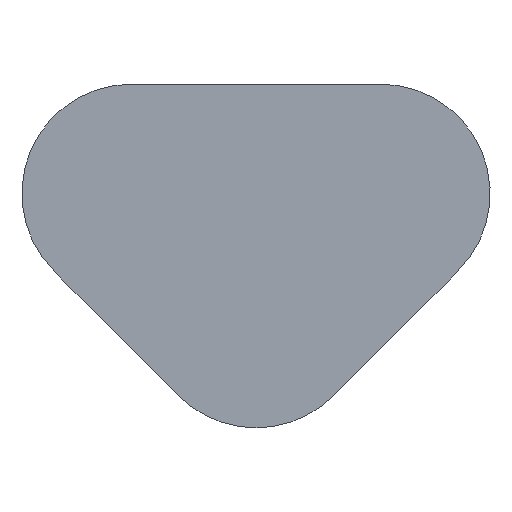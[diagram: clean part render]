
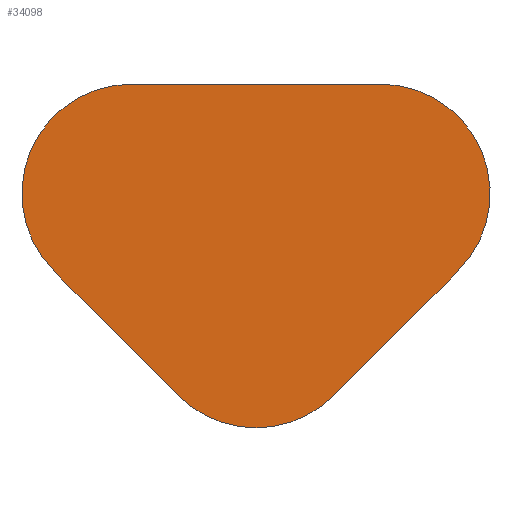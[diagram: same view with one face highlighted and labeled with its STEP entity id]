
A CAD part, front view. The second image highlights one B-rep face of the part: STEP entity #34098.
In plain terms, the highlighted planar face has unit normal (0, -1, 0).
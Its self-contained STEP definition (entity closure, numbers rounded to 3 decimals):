
#456 = ORIENTED_EDGE ( 'NONE', *, *, #18514, .F. ) ;
#1200 = LINE ( 'NONE', #12181, #4017 ) ;
#1354 = AXIS2_PLACEMENT_3D ( 'NONE', #16950, #31547, #46126 ) ;
#3710 = VERTEX_POINT ( 'NONE', #13757 ) ;
#4017 = VECTOR ( 'NONE', #26797, 1000. ) ;
#4101 = DIRECTION ( 'NONE',  ( 0., 0., 1. ) ) ;
#4531 = DIRECTION ( 'NONE',  ( 0., 1., 0. ) ) ;
#4960 = CARTESIAN_POINT ( 'NONE',  ( -1767.5, 0., 1550. ) ) ;
#5184 = DIRECTION ( 'NONE',  ( 0., 1., 0. ) ) ;
#5777 = AXIS2_PLACEMENT_3D ( 'NONE', #37961, #5184, #19776 ) ;
#6395 = AXIS2_PLACEMENT_3D ( 'NONE', #37310, #4531, #19119 ) ;
#6868 = VERTEX_POINT ( 'NONE', #13631 ) ;
#6913 = ORIENTED_EDGE ( 'NONE', *, *, #46421, .F. ) ;
#7684 = PLANE ( 'NONE',  #11050 ) ;
#7705 = AXIS2_PLACEMENT_3D ( 'NONE', #15107, #29692, #44253 ) ;
#8468 = LINE ( 'NONE', #23066, #35015 ) ;
#10488 = EDGE_CURVE ( 'NONE', #16043, #17594, #28339, .T. ) ;
#11050 = AXIS2_PLACEMENT_3D ( 'NONE', #22280, #36874, #4101 ) ;
#11521 = DIRECTION ( 'NONE',  ( 1., 0., 0. ) ) ;
#12181 = CARTESIAN_POINT ( 'NONE',  ( 1096.171, 0., -2863.86 ) ) ;
#12410 = VERTEX_POINT ( 'NONE', #25772 ) ;
#12647 = VECTOR ( 'NONE', #11521, 1000. ) ;
#13631 = CARTESIAN_POINT ( 'NONE',  ( 1767.5, 0., 1550. ) ) ;
#13757 = CARTESIAN_POINT ( 'NONE',  ( 0., 0., -3318. ) ) ;
#14965 = ORIENTED_EDGE ( 'NONE', *, *, #30435, .F. ) ;
#15107 = CARTESIAN_POINT ( 'NONE',  ( -1767.5, 0., 0. ) ) ;
#16043 = VERTEX_POINT ( 'NONE', #17915 ) ;
#16218 = CARTESIAN_POINT ( 'NONE',  ( 2863.671, 0., -1095.86 ) ) ;
#16819 = CARTESIAN_POINT ( 'NONE',  ( 1096.171, 0., -2863.86 ) ) ;
#16950 = CARTESIAN_POINT ( 'NONE',  ( 0., 0., -1768. ) ) ;
#16990 = EDGE_CURVE ( 'NONE', #6868, #35427, #26424, .T. ) ;
#17202 = VERTEX_POINT ( 'NONE', #16819 ) ;
#17594 = VERTEX_POINT ( 'NONE', #4960 ) ;
#17915 = CARTESIAN_POINT ( 'NONE',  ( -2863.671, 0., -1095.86 ) ) ;
#18514 = EDGE_CURVE ( 'NONE', #17202, #3710, #21988, .T. ) ;
#19119 = DIRECTION ( 'NONE',  ( 0., 0., 1. ) ) ;
#19776 = DIRECTION ( 'NONE',  ( 0., 0., 1. ) ) ;
#21404 = EDGE_CURVE ( 'NONE', #12410, #16043, #8468, .T. ) ;
#21988 = CIRCLE ( 'NONE', #1354, 1550. ) ;
#22280 = CARTESIAN_POINT ( 'NONE',  ( 0., 0., -1768. ) ) ;
#23066 = CARTESIAN_POINT ( 'NONE',  ( -1096.171, 0., -2863.86 ) ) ;
#25772 = CARTESIAN_POINT ( 'NONE',  ( -1096.171, 0., -2863.86 ) ) ;
#26424 = CIRCLE ( 'NONE', #5777, 1550. ) ;
#26797 = DIRECTION ( 'NONE',  ( 0.707, 0., 0.707 ) ) ;
#26983 = ORIENTED_EDGE ( 'NONE', *, *, #16990, .F. ) ;
#27038 = CIRCLE ( 'NONE', #6395, 1550. ) ;
#28339 = CIRCLE ( 'NONE', #7705, 1550. ) ;
#29692 = DIRECTION ( 'NONE',  ( 0., 1., 0. ) ) ;
#29708 = LINE ( 'NONE', #44266, #12647 ) ;
#30435 = EDGE_CURVE ( 'NONE', #3710, #12410, #27038, .T. ) ;
#31547 = DIRECTION ( 'NONE',  ( 0., 1., 0. ) ) ;
#32759 = EDGE_LOOP ( 'NONE', ( #456, #37082, #26983, #6913, #44390, #42052, #14965 ) ) ;
#34098 = ADVANCED_FACE ( 'NONE', ( #40455 ), #7684, .F. ) ;
#35015 = VECTOR ( 'NONE', #37662, 1000. ) ;
#35427 = VERTEX_POINT ( 'NONE', #16218 ) ;
#36874 = DIRECTION ( 'NONE',  ( 0., 1., 0. ) ) ;
#37082 = ORIENTED_EDGE ( 'NONE', *, *, #42099, .T. ) ;
#37310 = CARTESIAN_POINT ( 'NONE',  ( 0., 0., -1768. ) ) ;
#37662 = DIRECTION ( 'NONE',  ( -0.707, 0., 0.707 ) ) ;
#37961 = CARTESIAN_POINT ( 'NONE',  ( 1767.5, 0., 0. ) ) ;
#40455 = FACE_OUTER_BOUND ( 'NONE', #32759, .T. ) ;
#42052 = ORIENTED_EDGE ( 'NONE', *, *, #21404, .F. ) ;
#42099 = EDGE_CURVE ( 'NONE', #17202, #35427, #1200, .T. ) ;
#44253 = DIRECTION ( 'NONE',  ( 0., 0., 1. ) ) ;
#44266 = CARTESIAN_POINT ( 'NONE',  ( -1767.5, 0., 1550. ) ) ;
#44390 = ORIENTED_EDGE ( 'NONE', *, *, #10488, .F. ) ;
#46126 = DIRECTION ( 'NONE',  ( 0., 0., 1. ) ) ;
#46421 = EDGE_CURVE ( 'NONE', #17594, #6868, #29708, .T. ) ;
